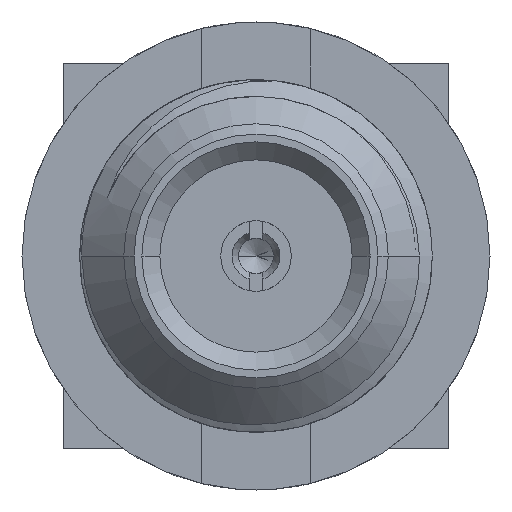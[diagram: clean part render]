
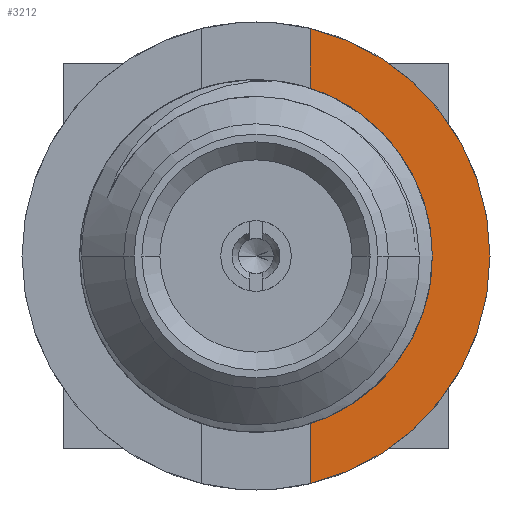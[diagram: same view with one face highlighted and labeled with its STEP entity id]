
A CAD part, left-side view. The second image highlights one B-rep face of the part: STEP entity #3212.
In plain terms, the highlighted planar face has unit normal (-1, 0, 0).
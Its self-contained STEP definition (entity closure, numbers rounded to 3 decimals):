
#568=DIRECTION('',(0.,0.,1.));
#569=VECTOR('',#568,1.181);
#570=CARTESIAN_POINT('',(-2.15,-0.85,-3.55));
#571=LINE('',#570,#569);
#572=DIRECTION('',(0.,0.,1.));
#573=VECTOR('',#572,0.934);
#574=CARTESIAN_POINT('',(-2.15,-0.85,2.615));
#575=LINE('',#574,#573);
#576=CARTESIAN_POINT('',(-2.15,0.,0.));
#577=DIRECTION('',(1.,0.,0.));
#578=DIRECTION('',(0.,-0.233,0.973));
#579=AXIS2_PLACEMENT_3D('',#576,#577,#578);
#581=CARTESIAN_POINT('',(-2.15,0.,0.));
#582=DIRECTION('',(-1.,0.,0.));
#583=DIRECTION('',(0.,-0.233,-0.973));
#584=AXIS2_PLACEMENT_3D('',#581,#582,#583);
#931=CARTESIAN_POINT('',(-2.15,-2.616,0.849));
#932=CARTESIAN_POINT('',(-2.15,-2.656,0.696));
#933=CARTESIAN_POINT('',(-2.15,-2.709,0.392));
#934=CARTESIAN_POINT('',(-2.15,-2.711,-0.071));
#935=CARTESIAN_POINT('',(-2.15,-2.634,-0.524));
#936=CARTESIAN_POINT('',(-2.15,-2.482,-0.956));
#937=CARTESIAN_POINT('',(-2.15,-2.262,-1.349));
#938=CARTESIAN_POINT('',(-2.15,-1.977,-1.701));
#939=CARTESIAN_POINT('',(-2.15,-1.643,-1.991));
#940=CARTESIAN_POINT('',(-2.15,-1.261,-2.222));
#941=CARTESIAN_POINT('',(-2.15,-0.991,-2.328));
#942=CARTESIAN_POINT('',(-2.15,-0.85,-2.369));
#944=CARTESIAN_POINT('',(-2.15,-0.85,-2.369));
#1325=CARTESIAN_POINT('',(-2.15,0.,0.));
#1326=DIRECTION('',(1.,0.,0.));
#1327=DIRECTION('',(0.,-0.309,0.951));
#1328=AXIS2_PLACEMENT_3D('',#1325,#1326,#1327);
#1968=CARTESIAN_POINT('',(-2.15,-3.65,0.));
#1970=VERTEX_POINT('',#1968);
#1989=CARTESIAN_POINT('',(-2.15,-0.85,-3.55));
#1990=VERTEX_POINT('',#1989);
#1991=CARTESIAN_POINT('',(-2.15,-0.85,2.615));
#1992=CARTESIAN_POINT('',(-2.15,-0.85,3.55));
#1993=VERTEX_POINT('',#1991);
#1994=VERTEX_POINT('',#1992);
#2258=VERTEX_POINT('',#944);
#2260=VERTEX_POINT('',#931);
#3194=CARTESIAN_POINT('',(-2.15,0.,0.));
#3195=DIRECTION('',(-1.,0.,0.));
#3196=DIRECTION('',(0.,1.,0.));
#3197=AXIS2_PLACEMENT_3D('',#3194,#3195,#3196);
#3198=PLANE('',#3197);
#3200=ORIENTED_EDGE('',*,*,#3199,.T.);
#3202=ORIENTED_EDGE('',*,*,#3201,.F.);
#3204=ORIENTED_EDGE('',*,*,#3203,.F.);
#3206=ORIENTED_EDGE('',*,*,#3205,.T.);
#3208=ORIENTED_EDGE('',*,*,#3207,.T.);
#3209=ORIENTED_EDGE('',*,*,#3071,.F.);
#3210=EDGE_LOOP('',(#3200,#3202,#3204,#3206,#3208,#3209));
#3211=FACE_OUTER_BOUND('',#3210,.F.);
#580=CIRCLE('',#579,3.65);
#585=CIRCLE('',#584,3.65);
#943=B_SPLINE_CURVE_WITH_KNOTS('',3,(#931,#932,#933,#934,#935,#936,#937,#938,
#939,#940,#941,#942),.UNSPECIFIED.,.F.,.F.,(4,1,1,1,1,1,1,1,1,4),(0.,
0.111,0.222,0.333,0.444,
0.556,0.667,0.778,0.889,1.),
.UNSPECIFIED.);
#1329=CIRCLE('',#1328,2.75);
#3071=EDGE_CURVE('',#1990,#1970,#585,.T.);
#3199=EDGE_CURVE('',#1990,#2258,#571,.T.);
#3201=EDGE_CURVE('',#2260,#2258,#943,.T.);
#3203=EDGE_CURVE('',#1993,#2260,#1329,.T.);
#3205=EDGE_CURVE('',#1993,#1994,#575,.T.);
#3207=EDGE_CURVE('',#1994,#1970,#580,.T.);
#3212=ADVANCED_FACE('',(#3211),#3198,.T.);
